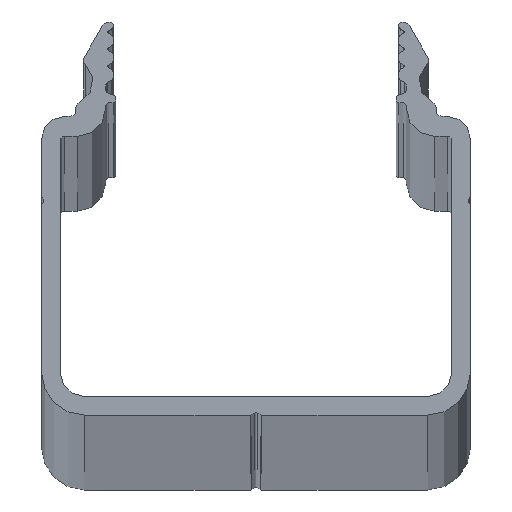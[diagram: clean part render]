
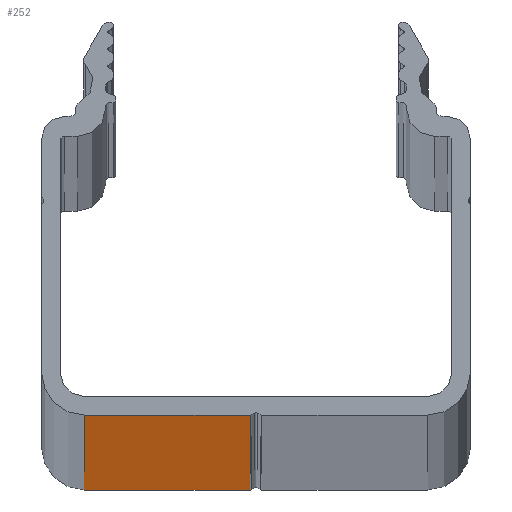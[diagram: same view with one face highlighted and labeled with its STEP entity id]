
A CAD part, top view. The second image highlights one B-rep face of the part: STEP entity #252.
In plain terms, the highlighted planar face has unit normal (0, -1, 0).
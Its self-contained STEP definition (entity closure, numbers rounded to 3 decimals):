
#252=ADVANCED_FACE('',(#472),#473,.F.);
#472=FACE_OUTER_BOUND('',#712,.T.);
#473=PLANE('',#713);
#712=EDGE_LOOP('',(#1561,#1562,#1563,#1564));
#713=AXIS2_PLACEMENT_3D('',#1565,#1566,#1567);
#1561=ORIENTED_EDGE('',*,*,#2137,.T.);
#1562=ORIENTED_EDGE('',*,*,#2138,.F.);
#1563=ORIENTED_EDGE('',*,*,#1922,.F.);
#1564=ORIENTED_EDGE('',*,*,#2136,.T.);
#1565=CARTESIAN_POINT('',(-6.2,-15.,1500.0));
#1566=DIRECTION('',(0.0,1.0,0.0));
#1567=DIRECTION('',(0.0,0.0,1.0));
#1922=EDGE_CURVE('',#2374,#2376,#2377,.T.);
#2136=EDGE_CURVE('',#2374,#2705,#2707,.T.);
#2137=EDGE_CURVE('',#2705,#2708,#2709,.T.);
#2138=EDGE_CURVE('',#2376,#2708,#2710,.T.);
#2374=VERTEX_POINT('',#3013);
#2376=VERTEX_POINT('',#3015);
#2377=LINE('',#3016,#3017);
#2705=VERTEX_POINT('',#3497);
#2707=LINE('',#3499,#3500);
#2708=VERTEX_POINT('',#3501);
#2709=LINE('',#3502,#3503);
#2710=LINE('',#3504,#3505);
#3013=CARTESIAN_POINT('',(-12.,-15.,1500.0));
#3015=CARTESIAN_POINT('',(-0.4,-15.,1500.0));
#3016=CARTESIAN_POINT('',(-6.2,-15.,1500.0));
#3017=VECTOR('',#3790,1.0);
#3497=CARTESIAN_POINT('',(-12.,-15.,-1500.0));
#3499=CARTESIAN_POINT('',(-12.,-15.,1500.0));
#3500=VECTOR('',#4126,1.0);
#3501=CARTESIAN_POINT('',(-0.4,-15.,-1500.0));
#3502=CARTESIAN_POINT('',(-6.2,-15.,-1500.0));
#3503=VECTOR('',#4127,1.0);
#3504=CARTESIAN_POINT('',(-0.4,-15.,1500.0));
#3505=VECTOR('',#4128,1.0);
#3790=DIRECTION('',(1.0,0.0,0.0));
#4126=DIRECTION('',(0.0,0.0,-1.0));
#4127=DIRECTION('',(1.0,0.0,0.0));
#4128=DIRECTION('',(0.0,0.0,-1.0));
